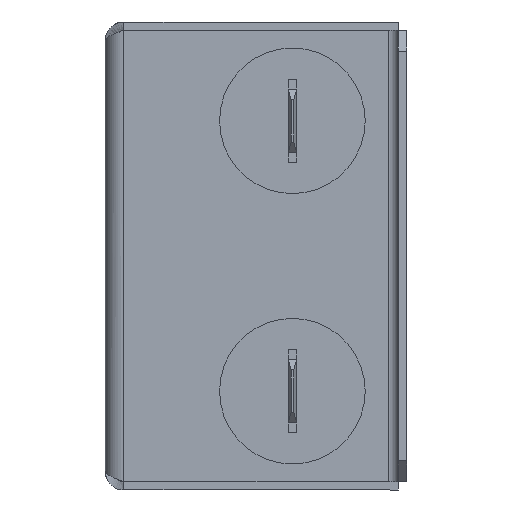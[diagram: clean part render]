
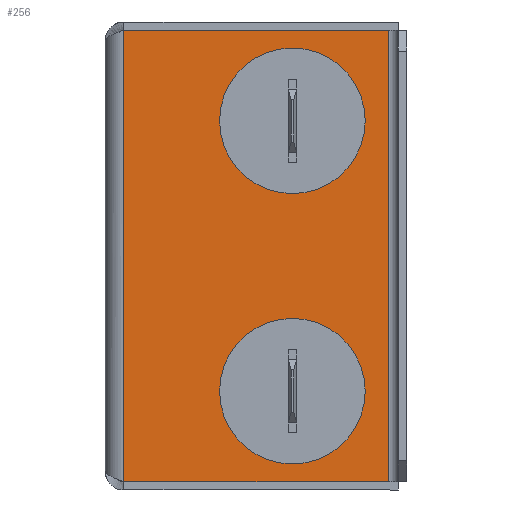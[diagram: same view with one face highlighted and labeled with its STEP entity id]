
A CAD part, left-side view. The second image highlights one B-rep face of the part: STEP entity #256.
In plain terms, the highlighted planar face has unit normal (-1, 0, 0).
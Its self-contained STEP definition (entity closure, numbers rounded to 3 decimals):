
#68 = CARTESIAN_POINT ( 'NONE',  ( -25., -1.8, -21.699 ) ) ;
#139 = DIRECTION ( 'NONE',  ( 0., -1., 0. ) ) ;
#176 = CARTESIAN_POINT ( 'NONE',  ( -25., -18., 13. ) ) ;
#256 = ADVANCED_FACE ( 'Defeature ausgef�hrt2_73', ( #3552, #1097, #2586 ), #3745, .T. ) ;
#261 = DIRECTION ( 'NONE',  ( -1., 0., 0. ) ) ;
#279 = CARTESIAN_POINT ( 'NONE',  ( -25., -18., 13. ) ) ;
#484 = EDGE_LOOP ( 'NONE', ( #879, #1538 ) ) ;
#530 = VERTEX_POINT ( 'NONE', #1874 ) ;
#577 = CARTESIAN_POINT ( 'NONE',  ( -25., -27.2, 21.699 ) ) ;
#613 = LINE ( 'NONE', #1387, #781 ) ;
#739 = EDGE_CURVE ( 'Defeature ausgef�hrt2_71+Defeature ausgef�hrt2_73+Defeature ausgef�hrt2_53+Defeature ausgef�hrt2_67', #1251, #1439, #613, .T. ) ;
#781 = VECTOR ( 'NONE', #4099, 1000. ) ;
#831 = CARTESIAN_POINT ( 'NONE',  ( -25., -27.2, -21.699 ) ) ;
#879 = ORIENTED_EDGE ( 'NONE', *, *, #4150, .F. ) ;
#948 = EDGE_LOOP ( 'NONE', ( #3832, #1903, #2821, #2081 ) ) ;
#959 = CARTESIAN_POINT ( 'NONE',  ( -25., -18., 6. ) ) ;
#992 = CARTESIAN_POINT ( 'NONE',  ( -25., -27.2, 21.699 ) ) ;
#1020 = AXIS2_PLACEMENT_3D ( 'NONE', #176, #3246, #3266 ) ;
#1023 = LINE ( 'NONE', #577, #1495 ) ;
#1097 = FACE_BOUND ( 'NONE', #2393, .T. ) ;
#1151 = DIRECTION ( 'NONE',  ( 0., 0., -1. ) ) ;
#1157 = AXIS2_PLACEMENT_3D ( 'NONE', #279, #261, #2635 ) ;
#1222 = CARTESIAN_POINT ( 'NONE',  ( -25., -18., -20. ) ) ;
#1251 = VERTEX_POINT ( 'NONE', #831 ) ;
#1260 = CIRCLE ( 'NONE', #1157, 7. ) ;
#1299 = EDGE_CURVE ( 'Defeature ausgef�hrt2_2+Defeature ausgef�hrt2_73+Defeature ausgef�hrt2_73+Defeature ausgef�hrt2_73', #3751, #2815, #2416, .T. ) ;
#1387 = CARTESIAN_POINT ( 'NONE',  ( -25., -0.8, -21.699 ) ) ;
#1439 = VERTEX_POINT ( 'NONE', #68 ) ;
#1458 = LINE ( 'NONE', #4142, #1727 ) ;
#1495 = VECTOR ( 'NONE', #2304, 1000. ) ;
#1529 = EDGE_CURVE ( 'Defeature ausgef�hrt2_73+Defeature ausgef�hrt2_41+Defeature ausgef�hrt2_72+Defeature ausgef�hrt2_71', #530, #1439, #1458, .T. ) ;
#1538 = ORIENTED_EDGE ( 'NONE', *, *, #3211, .F. ) ;
#1559 = DIRECTION ( 'NONE',  ( -1., 0., 0. ) ) ;
#1622 = VERTEX_POINT ( 'NONE', #2765 ) ;
#1649 = CIRCLE ( 'NONE', #2409, 7. ) ;
#1706 = CARTESIAN_POINT ( 'NONE',  ( -25., 0., 0. ) ) ;
#1727 = VECTOR ( 'NONE', #1151, 1000. ) ;
#1808 = CIRCLE ( 'NONE', #1020, 7. ) ;
#1874 = CARTESIAN_POINT ( 'NONE',  ( -25., -1.8, 21.699 ) ) ;
#1896 = CARTESIAN_POINT ( 'NONE',  ( -25., -18., -6. ) ) ;
#1903 = ORIENTED_EDGE ( 'NONE', *, *, #2847, .F. ) ;
#1926 = AXIS2_PLACEMENT_3D ( 'NONE', #1706, #4359, #4088 ) ;
#2000 = LINE ( 'NONE', #4385, #4193 ) ;
#2081 = ORIENTED_EDGE ( 'NONE', *, *, #1529, .T. ) ;
#2148 = DIRECTION ( 'NONE',  ( -1., 0., 0. ) ) ;
#2196 = DIRECTION ( 'NONE',  ( 0., -1., 0. ) ) ;
#2226 = CARTESIAN_POINT ( 'NONE',  ( -25., -18., -13. ) ) ;
#2243 = ORIENTED_EDGE ( 'NONE', *, *, #1299, .F. ) ;
#2304 = DIRECTION ( 'NONE',  ( 0., 0., -1. ) ) ;
#2368 = DIRECTION ( 'NONE',  ( 0., 1., 0. ) ) ;
#2393 = EDGE_LOOP ( 'NONE', ( #2491, #2243 ) ) ;
#2409 = AXIS2_PLACEMENT_3D ( 'NONE', #2226, #1559, #2196 ) ;
#2416 = CIRCLE ( 'NONE', #2739, 7. ) ;
#2491 = ORIENTED_EDGE ( 'NONE', *, *, #3197, .F. ) ;
#2539 = CARTESIAN_POINT ( 'NONE',  ( -25., -18., -13. ) ) ;
#2586 = FACE_OUTER_BOUND ( 'NONE', #948, .T. ) ;
#2635 = DIRECTION ( 'NONE',  ( 0., -1., 0. ) ) ;
#2739 = AXIS2_PLACEMENT_3D ( 'NONE', #2539, #2148, #139 ) ;
#2765 = CARTESIAN_POINT ( 'NONE',  ( -25., -18., 20. ) ) ;
#2815 = VERTEX_POINT ( 'NONE', #1222 ) ;
#2821 = ORIENTED_EDGE ( 'NONE', *, *, #3507, .T. ) ;
#2847 = EDGE_CURVE ( 'Defeature ausgef�hrt2_39+Defeature ausgef�hrt2_73+Defeature ausgef�hrt2_74+Defeature ausgef�hrt2_53', #4269, #1251, #1023, .T. ) ;
#3197 = EDGE_CURVE ( 'Defeature ausgef�hrt2_2+Defeature ausgef�hrt2_73+Defeature ausgef�hrt2_73+Defeature ausgef�hrt2_73', #2815, #3751, #1649, .T. ) ;
#3211 = EDGE_CURVE ( 'Defeature ausgef�hrt2_108+Defeature ausgef�hrt2_73+Defeature ausgef�hrt2_73+Defeature ausgef�hrt2_73', #1622, #4188, #1808, .T. ) ;
#3246 = DIRECTION ( 'NONE',  ( -1., 0., 0. ) ) ;
#3266 = DIRECTION ( 'NONE',  ( 0., -1., 0. ) ) ;
#3507 = EDGE_CURVE ( 'Defeature ausgef�hrt2_73+Defeature ausgef�hrt2_72+Defeature ausgef�hrt2_39+Defeature ausgef�hrt2_41', #4269, #530, #2000, .T. ) ;
#3552 = FACE_BOUND ( 'NONE', #484, .T. ) ;
#3745 = PLANE ( 'NONE',  #1926 ) ;
#3751 = VERTEX_POINT ( 'NONE', #1896 ) ;
#3832 = ORIENTED_EDGE ( 'NONE', *, *, #739, .F. ) ;
#4088 = DIRECTION ( 'NONE',  ( 0., -1., 0. ) ) ;
#4099 = DIRECTION ( 'NONE',  ( 0., 1., 0. ) ) ;
#4142 = CARTESIAN_POINT ( 'NONE',  ( -25., -1.8, 0. ) ) ;
#4150 = EDGE_CURVE ( 'Defeature ausgef�hrt2_108+Defeature ausgef�hrt2_73+Defeature ausgef�hrt2_73+Defeature ausgef�hrt2_73', #4188, #1622, #1260, .T. ) ;
#4188 = VERTEX_POINT ( 'NONE', #959 ) ;
#4193 = VECTOR ( 'NONE', #2368, 1000. ) ;
#4269 = VERTEX_POINT ( 'NONE', #992 ) ;
#4359 = DIRECTION ( 'NONE',  ( -1., 0., 0. ) ) ;
#4385 = CARTESIAN_POINT ( 'NONE',  ( -25., 0., 21.699 ) ) ;
